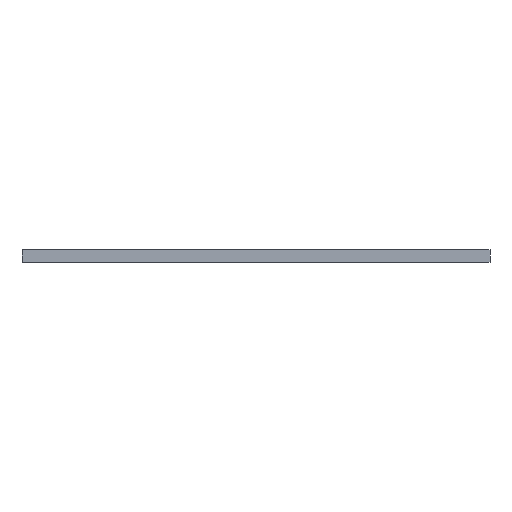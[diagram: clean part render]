
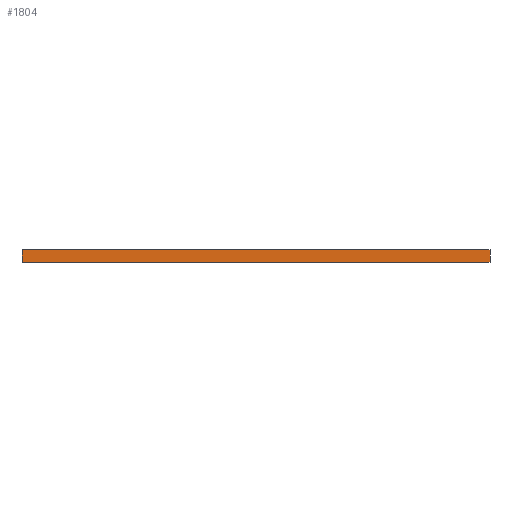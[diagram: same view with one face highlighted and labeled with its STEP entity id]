
A CAD part, front view. The second image highlights one B-rep face of the part: STEP entity #1804.
In plain terms, the highlighted planar face has unit normal (0, -1, 0).
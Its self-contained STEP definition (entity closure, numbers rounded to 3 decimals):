
#143 = EDGE_LOOP ( 'NONE', ( #163, #220, #198, #157 ) ) ;
#157 = ORIENTED_EDGE ( 'NONE', *, *, #1100, .T. ) ;
#163 = ORIENTED_EDGE ( 'NONE', *, *, #1055, .F. ) ;
#198 = ORIENTED_EDGE ( 'NONE', *, *, #1086, .T. ) ;
#220 = ORIENTED_EDGE ( 'NONE', *, *, #1098, .F. ) ;
#440 = DIRECTION ( 'NONE',  ( 0., 0., -1. ) ) ;
#464 = CARTESIAN_POINT ( 'NONE',  ( 47., -22., 0. ) ) ;
#471 = DIRECTION ( 'NONE',  ( 0., -1., 0. ) ) ;
#515 = CARTESIAN_POINT ( 'NONE',  ( -47., -22., -2.5 ) ) ;
#614 = PLANE ( 'NONE',  #1200 ) ;
#650 = DIRECTION ( 'NONE',  ( 0., 0., 1. ) ) ;
#653 = DIRECTION ( 'NONE',  ( 1., 0., 0. ) ) ;
#731 = CARTESIAN_POINT ( 'NONE',  ( -47., -22., 0. ) ) ;
#749 = DIRECTION ( 'NONE',  ( 1., 0., 0. ) ) ;
#777 = CARTESIAN_POINT ( 'NONE',  ( -47., -22., -2.5 ) ) ;
#805 = CARTESIAN_POINT ( 'NONE',  ( -47., -22., -2.5 ) ) ;
#808 = DIRECTION ( 'NONE',  ( 0., 0., 1. ) ) ;
#847 = CARTESIAN_POINT ( 'NONE',  ( 47., -22., -2.5 ) ) ;
#919 = CARTESIAN_POINT ( 'NONE',  ( -47., -22., -2.5 ) ) ;
#935 = CARTESIAN_POINT ( 'NONE',  ( 47., -22., -2.5 ) ) ;
#950 = CARTESIAN_POINT ( 'NONE',  ( -47., -22., 0. ) ) ;
#1055 = EDGE_CURVE ( 'NONE', #1294, #1351, #1530, .T. ) ;
#1086 = EDGE_CURVE ( 'NONE', #1340, #1312, #1565, .T. ) ;
#1098 = EDGE_CURVE ( 'NONE', #1340, #1294, #1582, .T. ) ;
#1100 = EDGE_CURVE ( 'NONE', #1312, #1351, #1584, .T. ) ;
#1200 = AXIS2_PLACEMENT_3D ( 'NONE', #515, #471, #440 ) ;
#1294 = VERTEX_POINT ( 'NONE', #731 ) ;
#1312 = VERTEX_POINT ( 'NONE', #935 ) ;
#1340 = VERTEX_POINT ( 'NONE', #919 ) ;
#1351 = VERTEX_POINT ( 'NONE', #464 ) ;
#1530 = LINE ( 'NONE', #950, #1533 ) ;
#1533 = VECTOR ( 'NONE', #749, 1000. ) ;
#1565 = LINE ( 'NONE', #777, #1578 ) ;
#1578 = VECTOR ( 'NONE', #653, 1000. ) ;
#1582 = LINE ( 'NONE', #805, #1588 ) ;
#1584 = LINE ( 'NONE', #847, #1596 ) ;
#1588 = VECTOR ( 'NONE', #808, 1000. ) ;
#1596 = VECTOR ( 'NONE', #650, 1000. ) ;
#1669 = FACE_OUTER_BOUND ( 'NONE', #143, .T. ) ;
#1804 = ADVANCED_FACE ( 'NONE', ( #1669 ), #614, .T. ) ;
